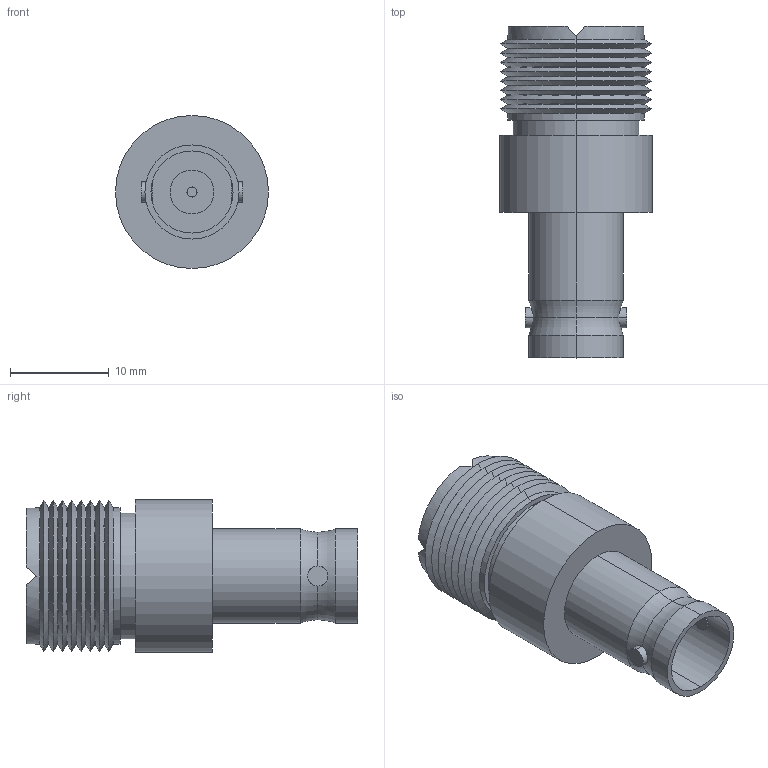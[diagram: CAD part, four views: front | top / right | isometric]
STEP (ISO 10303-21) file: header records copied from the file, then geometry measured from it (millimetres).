
FILE_DESCRIPTION (( 'STEP AP203' ), '1' );
FILE_NAME ('BA230.STEP', '2006-06-30T19:24:38', ( ' ' ), ( ' ' ), 'SwSTEP 2.0', 'SolidWorks 2005354', '' );
FILE_SCHEMA (( 'CONFIG_CONTROL_DESIGN' ));
Length unit declared in the file: inch
Products named in the file (1): BA230
Bounding box: 15.49 x 33.6 x 15.49 mm (x, y, z)
Volume: 3446.5 mm3; surface area: 2605.2 mm2
Topology: 1 solids, 1 shells, 108 faces, 226 edges, 130 vertices
Faces by surface type: cylinder 46, cone 32, plane 26, torus 4
Entity records: 3045 total; most frequent: CARTESIAN_POINT 649, DIRECTION 532, ORIENTED_EDGE 452, EDGE_CURVE 226, AXIS2_PLACEMENT_3D 221, VERTEX_POINT 130, EDGE_LOOP 118, CIRCLE 112
